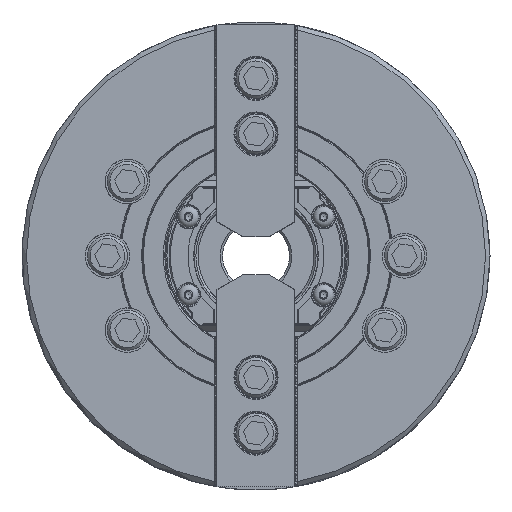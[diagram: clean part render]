
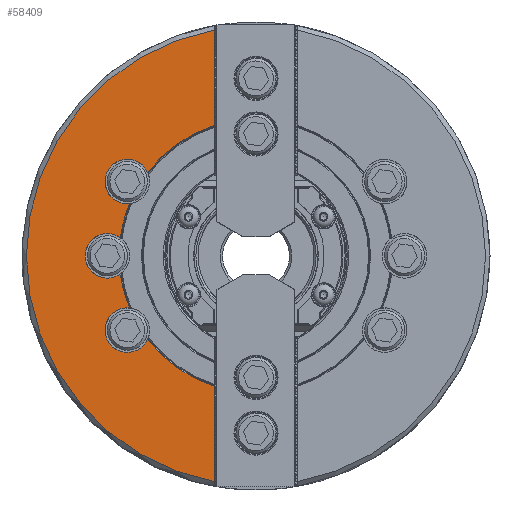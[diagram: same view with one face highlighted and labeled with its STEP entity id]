
A CAD part, top view. The second image highlights one B-rep face of the part: STEP entity #58409.
In plain terms, the highlighted planar face has unit normal (0, 0, 1).
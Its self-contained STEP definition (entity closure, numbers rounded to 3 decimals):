
#1594=CIRCLE('',#61299,103.);
#1636=CIRCLE('',#61366,10.);
#1641=CIRCLE('',#61374,10.);
#1647=CIRCLE('',#61383,10.);
#1674=CIRCLE('',#61432,61.4);
#1690=CIRCLE('',#61460,61.4);
#1691=CIRCLE('',#61461,61.4);
#1692=CIRCLE('',#61462,61.4);
#3438=ORIENTED_EDGE('',*,*,#21235,.T.);
#3439=ORIENTED_EDGE('',*,*,#21072,.T.);
#3440=ORIENTED_EDGE('',*,*,#21236,.F.);
#3441=ORIENTED_EDGE('',*,*,#21237,.T.);
#3442=ORIENTED_EDGE('',*,*,#21120,.T.);
#3443=ORIENTED_EDGE('',*,*,#21238,.T.);
#3444=ORIENTED_EDGE('',*,*,#21129,.T.);
#3445=ORIENTED_EDGE('',*,*,#21239,.T.);
#3446=ORIENTED_EDGE('',*,*,#21140,.T.);
#3447=ORIENTED_EDGE('',*,*,#21219,.T.);
#21072=EDGE_CURVE('',#30043,#30042,#1594,.T.);
#21120=EDGE_CURVE('',#30082,#30080,#1636,.T.);
#21129=EDGE_CURVE('',#30091,#30089,#1641,.T.);
#21140=EDGE_CURVE('',#30102,#30101,#1647,.T.);
#21219=EDGE_CURVE('',#30101,#30141,#1674,.T.);
#21235=EDGE_CURVE('',#30141,#30043,#35809,.T.);
#21236=EDGE_CURVE('',#30151,#30042,#35810,.T.);
#21237=EDGE_CURVE('',#30151,#30082,#1690,.T.);
#21238=EDGE_CURVE('',#30080,#30091,#1691,.T.);
#21239=EDGE_CURVE('',#30089,#30102,#1692,.T.);
#30042=VERTEX_POINT('',#82492);
#30043=VERTEX_POINT('',#82494);
#30080=VERTEX_POINT('',#82635);
#30082=VERTEX_POINT('',#82638);
#30089=VERTEX_POINT('',#82668);
#30091=VERTEX_POINT('',#82671);
#30101=VERTEX_POINT('',#82709);
#30102=VERTEX_POINT('',#82711);
#30141=VERTEX_POINT('',#82893);
#30151=VERTEX_POINT('',#82932);
#35809=LINE('',#82930,#43035);
#35810=LINE('',#82931,#43036);
#43035=VECTOR('',#66495,1000.);
#43036=VECTOR('',#66496,1000.);
#50243=EDGE_LOOP('',(#3438,#3439,#3440,#3441,#3442,#3443,#3444,#3445,#3446,
#3447));
#53386=FACE_BOUND('',#50243,.T.);
#56397=PLANE('',#61459);
#58409=ADVANCED_FACE('',(#53386),#56397,.F.);
#61299=AXIS2_PLACEMENT_3D('',#82493,#66135,#66136);
#61366=AXIS2_PLACEMENT_3D('',#82637,#66269,#66270);
#61374=AXIS2_PLACEMENT_3D('',#82670,#66285,#66286);
#61383=AXIS2_PLACEMENT_3D('',#82710,#66303,#66304);
#61432=AXIS2_PLACEMENT_3D('',#82892,#66439,#66440);
#61459=AXIS2_PLACEMENT_3D('',#82929,#66493,#66494);
#61460=AXIS2_PLACEMENT_3D('',#82933,#66497,#66498);
#61461=AXIS2_PLACEMENT_3D('',#82934,#66499,#66500);
#61462=AXIS2_PLACEMENT_3D('',#82935,#66501,#66502);
#66135=DIRECTION('',(0.,0.,1.));
#66136=DIRECTION('',(-1.,0.,0.));
#66269=DIRECTION('',(0.,0.,-1.));
#66270=DIRECTION('',(1.,0.,0.));
#66285=DIRECTION('',(0.,0.,-1.));
#66286=DIRECTION('',(1.,0.,0.));
#66303=DIRECTION('',(0.,0.,-1.));
#66304=DIRECTION('',(1.,0.,0.));
#66439=DIRECTION('',(0.,0.,-1.));
#66440=DIRECTION('',(-1.,0.,0.));
#66493=DIRECTION('',(0.,0.,-1.));
#66494=DIRECTION('',(-1.,0.,0.));
#66495=DIRECTION('',(0.,1.,0.));
#66496=DIRECTION('',(0.,-1.,0.));
#66497=DIRECTION('',(0.,0.,-1.));
#66498=DIRECTION('',(-1.,0.,0.));
#66499=DIRECTION('',(0.,0.,-1.));
#66500=DIRECTION('',(-1.,0.,0.));
#66501=DIRECTION('',(0.,0.,-1.));
#66502=DIRECTION('',(-1.,0.,0.));
#82492=CARTESIAN_POINT('',(-18.5,-101.325,0.));
#82493=CARTESIAN_POINT('',(0.,0.,0.));
#82494=CARTESIAN_POINT('',(-18.5,101.325,0.));
#82635=CARTESIAN_POINT('',(-56.773,-23.385,0.));
#82637=CARTESIAN_POINT('',(-57.742,-33.338,0.));
#82638=CARTESIAN_POINT('',(-48.638,-37.474,0.));
#82668=CARTESIAN_POINT('',(-60.859,8.135,0.));
#82670=CARTESIAN_POINT('',(-66.675,0.,0.));
#82671=CARTESIAN_POINT('',(-60.859,-8.135,0.));
#82709=CARTESIAN_POINT('',(-48.638,37.474,0.));
#82710=CARTESIAN_POINT('',(-57.742,33.338,0.));
#82711=CARTESIAN_POINT('',(-56.773,23.385,0.));
#82892=CARTESIAN_POINT('',(0.,0.,0.));
#82893=CARTESIAN_POINT('',(-18.5,58.547,0.));
#82929=CARTESIAN_POINT('',(41.,0.,0.));
#82930=CARTESIAN_POINT('',(-18.5,14.,0.));
#82931=CARTESIAN_POINT('',(-18.5,-14.,0.));
#82932=CARTESIAN_POINT('',(-18.5,-58.547,0.));
#82933=CARTESIAN_POINT('',(0.,0.,0.));
#82934=CARTESIAN_POINT('',(0.,0.,0.));
#82935=CARTESIAN_POINT('',(0.,0.,0.));
